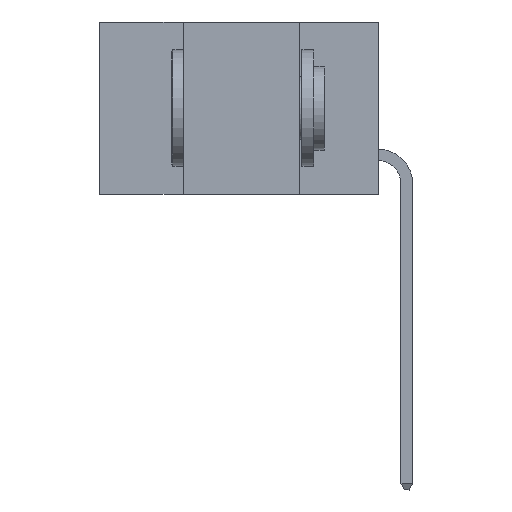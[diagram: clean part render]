
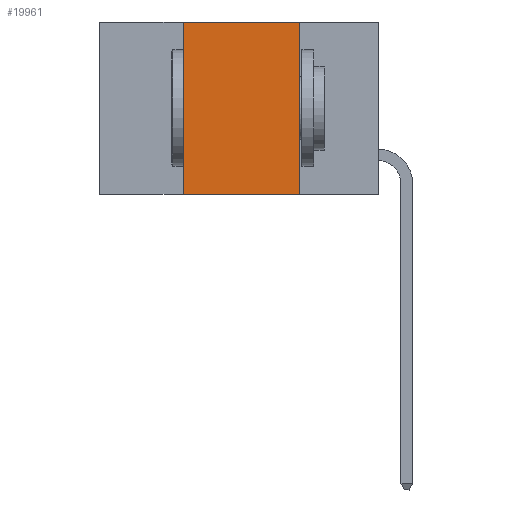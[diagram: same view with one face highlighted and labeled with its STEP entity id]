
A CAD part, left-side view. The second image highlights one B-rep face of the part: STEP entity #19961.
In plain terms, the highlighted planar face has unit normal (-1, 0, 0).
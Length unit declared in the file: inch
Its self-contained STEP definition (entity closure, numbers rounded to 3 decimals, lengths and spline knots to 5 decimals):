
#710 = VECTOR ( 'NONE', #19613, 39.37008 ) ;
#2874 = VECTOR ( 'NONE', #4737, 39.37008 ) ;
#3148 = PLANE ( 'NONE',  #15230 ) ;
#3394 = LINE ( 'NONE', #6332, #2874 ) ;
#3745 = CARTESIAN_POINT ( 'NONE',  ( 0., 0.17, -0.37 ) ) ;
#4658 = VERTEX_POINT ( 'NONE', #6885 ) ;
#4737 = DIRECTION ( 'NONE',  ( 0., 0., 1. ) ) ;
#4807 = DIRECTION ( 'NONE',  ( 0., 0., -1. ) ) ;
#4862 = CARTESIAN_POINT ( 'NONE',  ( 0., 0.6, -0.37 ) ) ;
#4935 = DIRECTION ( 'NONE',  ( 0., -1., 0. ) ) ;
#5755 = FACE_OUTER_BOUND ( 'NONE', #19680, .T. ) ;
#5812 = VERTEX_POINT ( 'NONE', #7407 ) ;
#6332 = CARTESIAN_POINT ( 'NONE',  ( 0., 0.42, 0. ) ) ;
#6885 = CARTESIAN_POINT ( 'NONE',  ( 0., 0.42, 0. ) ) ;
#7059 = EDGE_CURVE ( 'NONE', #4658, #5812, #13667, .T. ) ;
#7407 = CARTESIAN_POINT ( 'NONE',  ( 0., 0.17, 0. ) ) ;
#7873 = DIRECTION ( 'NONE',  ( 0., 0., -1. ) ) ;
#8285 = ORIENTED_EDGE ( 'NONE', *, *, #20591, .F. ) ;
#8292 = VECTOR ( 'NONE', #7873, 39.37008 ) ;
#9273 = VECTOR ( 'NONE', #4935, 39.37008 ) ;
#9300 = LINE ( 'NONE', #19161, #8292 ) ;
#12779 = VERTEX_POINT ( 'NONE', #15665 ) ;
#13529 = EDGE_CURVE ( 'NONE', #12779, #19543, #14078, .T. ) ;
#13597 = ORIENTED_EDGE ( 'NONE', *, *, #14082, .F. ) ;
#13667 = LINE ( 'NONE', #15174, #710 ) ;
#14078 = LINE ( 'NONE', #4862, #9273 ) ;
#14082 = EDGE_CURVE ( 'NONE', #12779, #4658, #3394, .T. ) ;
#14501 = DIRECTION ( 'NONE',  ( 1., 0., 0. ) ) ;
#14848 = ORIENTED_EDGE ( 'NONE', *, *, #7059, .F. ) ;
#15174 = CARTESIAN_POINT ( 'NONE',  ( 0., 0.6, 0. ) ) ;
#15230 = AXIS2_PLACEMENT_3D ( 'NONE', #20926, #14501, #4807 ) ;
#15665 = CARTESIAN_POINT ( 'NONE',  ( 0., 0.42, -0.37 ) ) ;
#16807 = ORIENTED_EDGE ( 'NONE', *, *, #13529, .T. ) ;
#19161 = CARTESIAN_POINT ( 'NONE',  ( 0., 0.17, 0. ) ) ;
#19543 = VERTEX_POINT ( 'NONE', #3745 ) ;
#19613 = DIRECTION ( 'NONE',  ( 0., -1., 0. ) ) ;
#19680 = EDGE_LOOP ( 'NONE', ( #8285, #14848, #13597, #16807 ) ) ;
#19961 = ADVANCED_FACE ( 'NONE', ( #5755 ), #3148, .F. ) ;
#20591 = EDGE_CURVE ( 'NONE', #5812, #19543, #9300, .T. ) ;
#20926 = CARTESIAN_POINT ( 'NONE',  ( 0., 0.6, 0. ) ) ;
